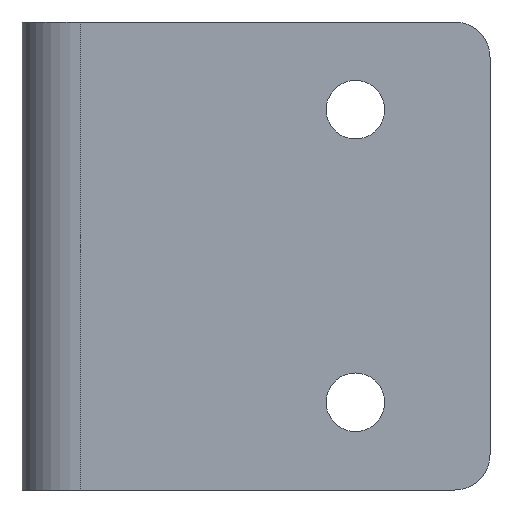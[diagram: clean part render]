
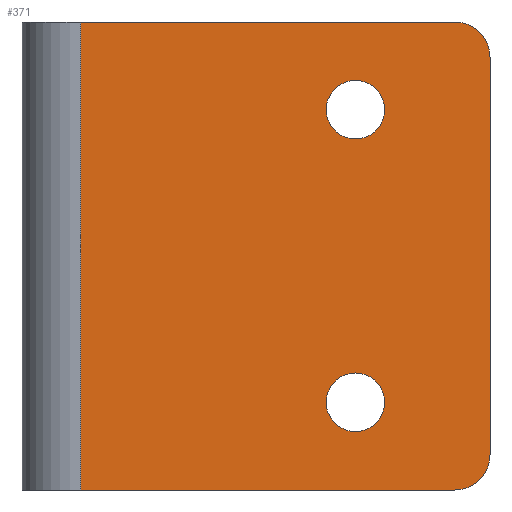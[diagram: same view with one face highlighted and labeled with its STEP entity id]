
A CAD part, front view. The second image highlights one B-rep face of the part: STEP entity #371.
In plain terms, the highlighted planar face has unit normal (0, -1, 0).
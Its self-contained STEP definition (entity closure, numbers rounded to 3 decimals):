
#15=FACE_BOUND('',#60,.T.);
#16=FACE_BOUND('',#61,.T.);
#24=PLANE('',#418);
#37=FACE_OUTER_BOUND('',#59,.T.);
#59=EDGE_LOOP('',(#263,#264,#265,#266,#267,#268));
#60=EDGE_LOOP('',(#269));
#61=EDGE_LOOP('',(#270));
#89=LINE('',#586,#121);
#92=LINE('',#592,#124);
#93=LINE('',#596,#125);
#94=LINE('',#597,#126);
#121=VECTOR('',#468,10.);
#124=VECTOR('',#473,10.);
#125=VECTOR('',#476,10.);
#126=VECTOR('',#477,10.);
#152=CIRCLE('',#416,3.);
#153=CIRCLE('',#419,3.);
#154=CIRCLE('',#420,2.5);
#155=CIRCLE('',#421,2.5);
#173=VERTEX_POINT('',#579);
#174=VERTEX_POINT('',#581);
#175=VERTEX_POINT('',#585);
#177=VERTEX_POINT('',#591);
#178=VERTEX_POINT('',#593);
#179=VERTEX_POINT('',#595);
#180=VERTEX_POINT('',#598);
#181=VERTEX_POINT('',#600);
#205=EDGE_CURVE('',#173,#174,#152,.T.);
#207=EDGE_CURVE('',#175,#174,#89,.T.);
#210=EDGE_CURVE('',#173,#177,#92,.T.);
#211=EDGE_CURVE('',#178,#177,#153,.T.);
#212=EDGE_CURVE('',#178,#179,#93,.T.);
#213=EDGE_CURVE('',#179,#175,#94,.T.);
#214=EDGE_CURVE('',#180,#180,#154,.T.);
#215=EDGE_CURVE('',#181,#181,#155,.T.);
#263=ORIENTED_EDGE('',*,*,#205,.F.);
#264=ORIENTED_EDGE('',*,*,#210,.T.);
#265=ORIENTED_EDGE('',*,*,#211,.F.);
#266=ORIENTED_EDGE('',*,*,#212,.T.);
#267=ORIENTED_EDGE('',*,*,#213,.T.);
#268=ORIENTED_EDGE('',*,*,#207,.T.);
#269=ORIENTED_EDGE('',*,*,#214,.T.);
#270=ORIENTED_EDGE('',*,*,#215,.T.);
#371=ADVANCED_FACE('',(#37,#15,#16),#24,.F.);
#416=AXIS2_PLACEMENT_3D('',#582,#463,#464);
#418=AXIS2_PLACEMENT_3D('',#590,#471,#472);
#419=AXIS2_PLACEMENT_3D('',#594,#474,#475);
#420=AXIS2_PLACEMENT_3D('',#599,#478,#479);
#421=AXIS2_PLACEMENT_3D('',#601,#480,#481);
#463=DIRECTION('center_axis',(0.,1.,0.));
#464=DIRECTION('ref_axis',(0.707,0.,-0.707));
#468=DIRECTION('',(1.,0.,0.));
#471=DIRECTION('center_axis',(0.,1.,0.));
#472=DIRECTION('ref_axis',(0.,0.,1.));
#473=DIRECTION('',(0.,0.,1.));
#474=DIRECTION('center_axis',(0.,1.,0.));
#475=DIRECTION('ref_axis',(0.707,0.,0.707));
#476=DIRECTION('',(-1.,0.,0.));
#477=DIRECTION('',(0.,0.,-1.));
#478=DIRECTION('center_axis',(0.,1.,0.));
#479=DIRECTION('ref_axis',(1.,0.,0.));
#480=DIRECTION('center_axis',(0.,1.,0.));
#481=DIRECTION('ref_axis',(1.,0.,0.));
#579=CARTESIAN_POINT('',(40.,0.,-17.));
#581=CARTESIAN_POINT('',(37.,0.,-20.));
#582=CARTESIAN_POINT('Origin',(37.,0.,-17.));
#585=CARTESIAN_POINT('',(5.,0.,-20.));
#586=CARTESIAN_POINT('',(0.,0.,-20.));
#590=CARTESIAN_POINT('Origin',(20.,0.,0.));
#591=CARTESIAN_POINT('',(40.,0.,17.));
#592=CARTESIAN_POINT('',(40.,0.,-20.));
#593=CARTESIAN_POINT('',(37.,0.,20.));
#594=CARTESIAN_POINT('Origin',(37.,0.,17.));
#595=CARTESIAN_POINT('',(5.,0.,20.));
#596=CARTESIAN_POINT('',(40.,0.,20.));
#597=CARTESIAN_POINT('',(5.,0.,10.));
#598=CARTESIAN_POINT('',(26.,0.,12.5));
#599=CARTESIAN_POINT('Origin',(28.5,0.,12.5));
#600=CARTESIAN_POINT('',(26.,0.,-12.5));
#601=CARTESIAN_POINT('Origin',(28.5,0.,-12.5));
